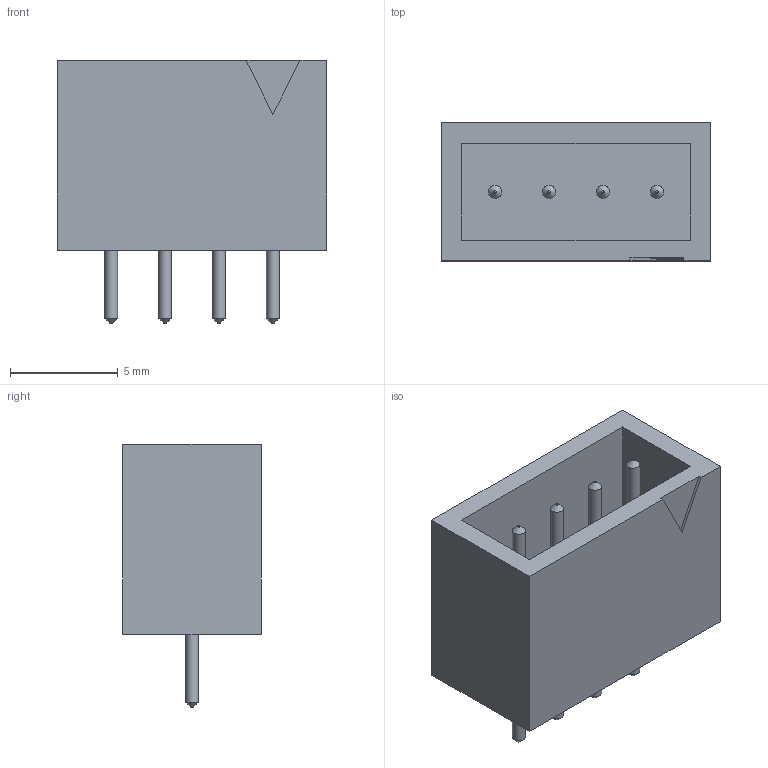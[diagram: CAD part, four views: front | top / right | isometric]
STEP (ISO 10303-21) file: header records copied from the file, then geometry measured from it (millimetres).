
FILE_DESCRIPTION(('FreeCAD Model'),'2;1');
FILE_NAME('252081.2.1.stp','2020-07-13T09:17:21',( 'Author'),(''),'Open CASCADE STEP processor 6.9','FreeCAD','Unknown' );
FILE_SCHEMA(('AUTOMOTIVE_DESIGN { 1 0 10303 214 1 1 1 1 }'));
Length unit declared in the file: millimetre
Products named in the file (3): ASSEMBLY; Body; LeadsArray
Assembly tree (2 placements, depth 2):
  ASSEMBLY
    Body
    LeadsArray
Bounding box: 12.5 x 6.4 x 12.2 mm (x, y, z)
Volume: 445.9 mm3; surface area: 756.9 mm2
Topology: 5 solids, 5 shells, 34 faces, 61 edges, 38 vertices
Faces by surface type: plane 22, cone 8, cylinder 4
Full cylindrical faces by diameter (mm): 0.6 x4
Entity records: 1681 total; most frequent: CARTESIAN_POINT 274, DIRECTION 257, LINE 143, VECTOR 143, ORIENTED_EDGE 122, PCURVE 122, DEFINITIONAL_REPRESENTATION 122, EDGE_CURVE 61
